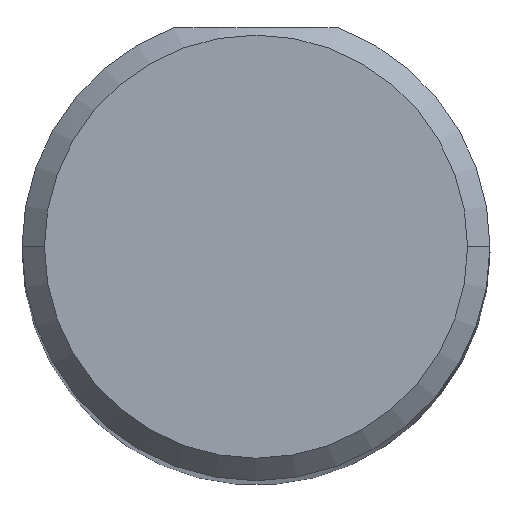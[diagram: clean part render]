
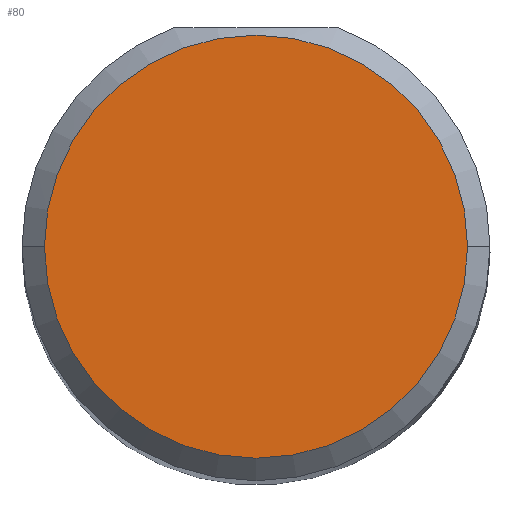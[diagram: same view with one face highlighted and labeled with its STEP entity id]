
A CAD part, top view. The second image highlights one B-rep face of the part: STEP entity #80.
In plain terms, the highlighted planar face has unit normal (0, 0, 1).
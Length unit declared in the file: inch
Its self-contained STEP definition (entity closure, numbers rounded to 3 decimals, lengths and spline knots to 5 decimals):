
#19 = ORIENTED_EDGE ( 'NONE', *, *, #330, .T. ) ;
#55 = CIRCLE ( 'NONE', #194, 0.14125 ) ;
#62 = DIRECTION ( 'NONE',  ( 0., 0., 1. ) ) ;
#80 = ADVANCED_FACE ( 'NONE', ( #185 ), #174, .T. ) ;
#107 = VERTEX_POINT ( 'NONE', #277 ) ;
#111 = ORIENTED_EDGE ( 'NONE', *, *, #505, .T. ) ;
#170 = DIRECTION ( 'NONE',  ( 1., 0., 0. ) ) ;
#174 = PLANE ( 'NONE',  #386 ) ;
#185 = FACE_OUTER_BOUND ( 'NONE', #290, .T. ) ;
#194 = AXIS2_PLACEMENT_3D ( 'NONE', #508, #62, #383 ) ;
#225 = DIRECTION ( 'NONE',  ( 0., 0., 1. ) ) ;
#227 = AXIS2_PLACEMENT_3D ( 'NONE', #413, #260, #170 ) ;
#260 = DIRECTION ( 'NONE',  ( 0., 0., 1. ) ) ;
#277 = CARTESIAN_POINT ( 'NONE',  ( 0.14125, 0., 2.5 ) ) ;
#290 = EDGE_LOOP ( 'NONE', ( #111, #19 ) ) ;
#305 = DIRECTION ( 'NONE',  ( 1., 0., 0. ) ) ;
#312 = VERTEX_POINT ( 'NONE', #369 ) ;
#330 = EDGE_CURVE ( 'NONE', #107, #312, #378, .T. ) ;
#347 = CARTESIAN_POINT ( 'NONE',  ( 0., 0., 2.5 ) ) ;
#369 = CARTESIAN_POINT ( 'NONE',  ( -0.14125, 0., 2.5 ) ) ;
#378 = CIRCLE ( 'NONE', #227, 0.14125 ) ;
#383 = DIRECTION ( 'NONE',  ( 1., 0., 0. ) ) ;
#386 = AXIS2_PLACEMENT_3D ( 'NONE', #347, #225, #305 ) ;
#413 = CARTESIAN_POINT ( 'NONE',  ( 0., 0., 2.5 ) ) ;
#505 = EDGE_CURVE ( 'NONE', #312, #107, #55, .T. ) ;
#508 = CARTESIAN_POINT ( 'NONE',  ( 0., 0., 2.5 ) ) ;
